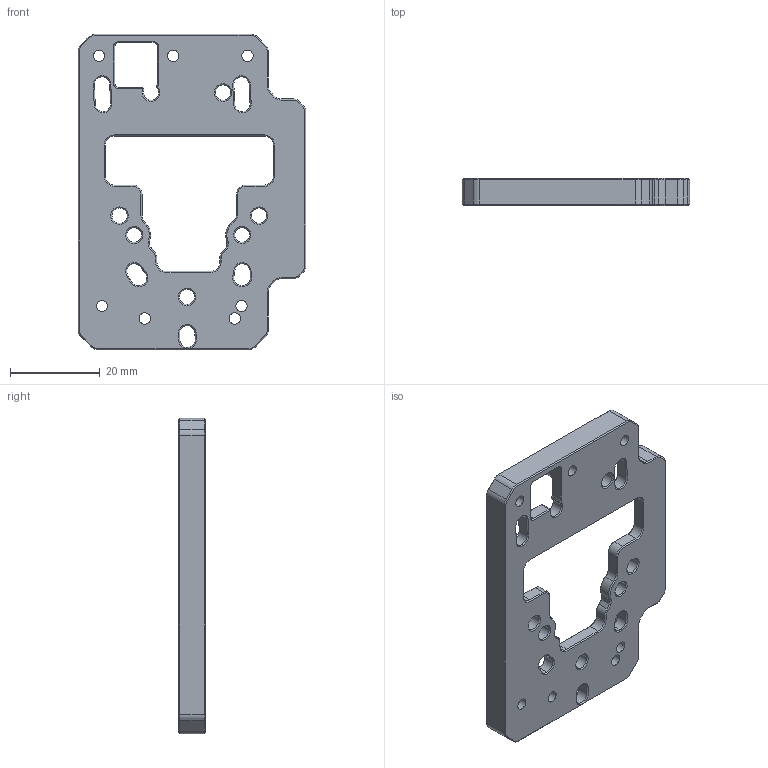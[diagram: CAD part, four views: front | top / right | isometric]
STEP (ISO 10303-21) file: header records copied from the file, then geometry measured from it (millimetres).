
FILE_DESCRIPTION(/* description */ (''),/* implementation_level */ '2;1');
FILE_NAME(/* name */ 'LGX Extruder Plate v2.step',/* time_stamp */ '2021-10-17T12:55:48+07:00',/* author */ (''),/* organization */ (''),/* preprocessor_version */ 'ST-DEVELOPER v18.1',/* originating_system */ 'Autodesk Translation Framework v10.10.0.1391',/* authorisation */ '');
FILE_SCHEMA (('AUTOMOTIVE_DESIGN { 1 0 10303 214 3 1 1 }'));
Length unit declared in the file: millimetre
Products named in the file (1): LGX Extruder Plate v2
Bounding box: 50.6 x 6 x 70.11 mm (x, y, z)
Volume: 9477.9 mm3; surface area: 7571.2 mm2
Topology: 1 solids, 1 shells, 395 faces, 959 edges, 565 vertices
Faces by surface type: plane 157, cone 130, cylinder 86, bspline 22
Full cylindrical faces by diameter (mm): 2.529 x7, 3.3 x2, 3.4 x4
Entity records: 12028 total; most frequent: CARTESIAN_POINT 2699, DIRECTION 1963, ORIENTED_EDGE 1918, EDGE_CURVE 959, AXIS2_PLACEMENT_3D 686, LINE 591, VECTOR 591, VERTEX_POINT 565
